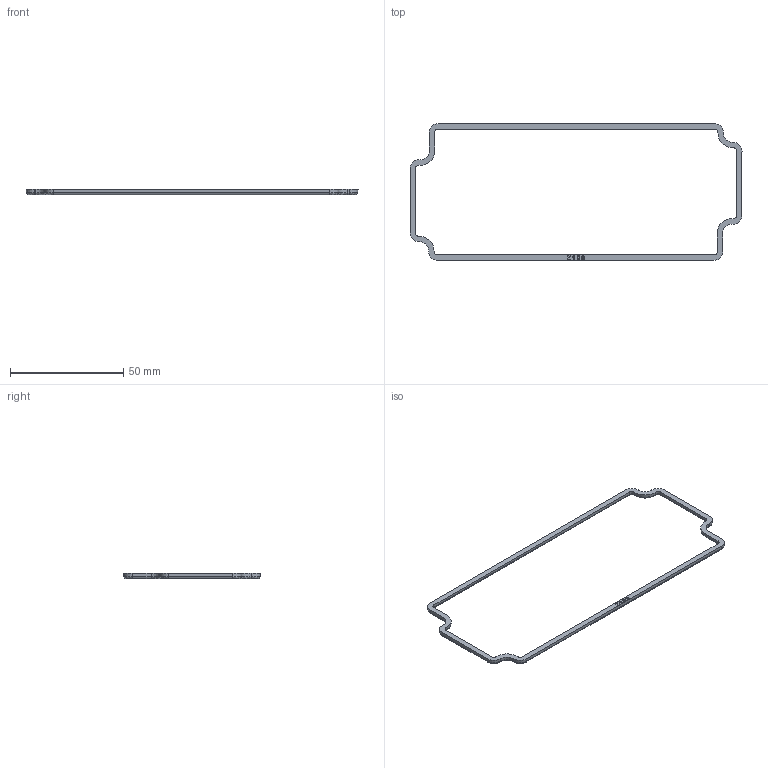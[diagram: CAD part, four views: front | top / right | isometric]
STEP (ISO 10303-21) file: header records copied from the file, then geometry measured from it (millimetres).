
FILE_DESCRIPTION (( 'STEP AP203' ), '1' );
FILE_NAME ('1550Z109GASKET.step', '2020-11-17T19:53:33', ( 'ADC123' ), ( 'Microsoft' ), 'SwSTEP 2.0', 'SolidWorks 2019', '' );
FILE_SCHEMA (( 'CONFIG_CONTROL_DESIGN' ));
Length unit declared in the file: inch
Products named in the file (1): 1550Z109GASKET
Bounding box: 146.3 x 60.3 x 2.35 mm (x, y, z)
Volume: 1814.5 mm3; surface area: 3206.5 mm2
Topology: 1 solids, 1 shells, 154 faces, 390 edges, 244 vertices
Faces by surface type: bspline 66, plane 40, cone 24, cylinder 24
Entity records: 6933 total; most frequent: CARTESIAN_POINT 3535, ORIENTED_EDGE 780, DIRECTION 556, EDGE_CURVE 390, VERTEX_POINT 244, VECTOR 186, LINE 186, AXIS2_PLACEMENT_3D 185
